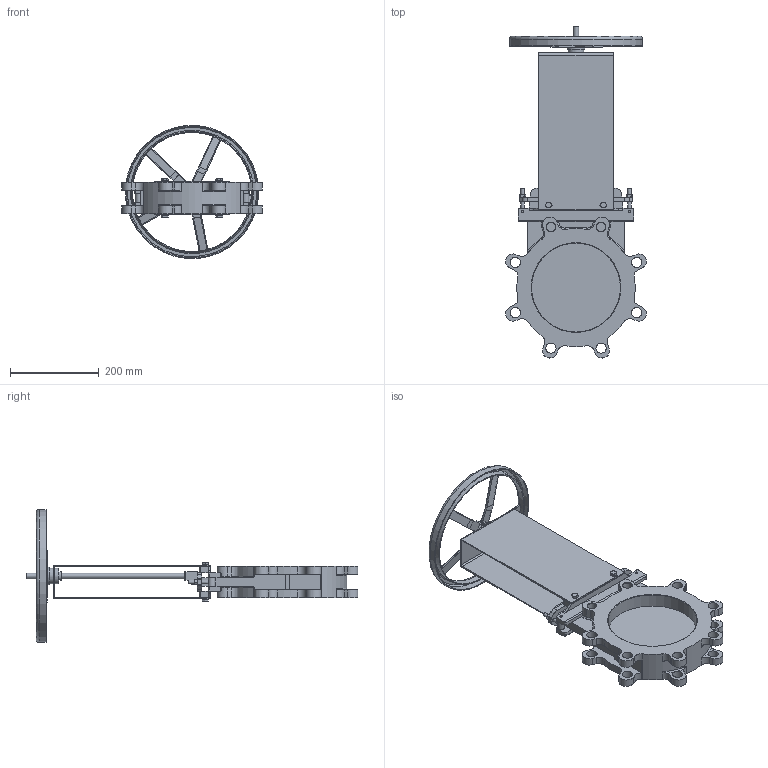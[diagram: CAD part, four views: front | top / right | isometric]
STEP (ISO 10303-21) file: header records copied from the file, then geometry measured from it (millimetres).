
FILE_DESCRIPTION(/* description */ (''),/* implementation_level */ '2;1');
FILE_NAME(/* name */ 'DN200_3D_STEP.stp',/* time_stamp */ '2025-02-07T08:30:34+03:00',/* author */ ('igorr'),/* organization */ (''),/* preprocessor_version */ 'ST-DEVELOPER v20',/* originating_system */ 'Autodesk Inventor 2025',/* authorisation */ '');
FILE_SCHEMA (('AUTOMOTIVE_DESIGN { 1 0 10303 214 3 1 1 }'));
Length unit declared in the file: millimetre
Products named in the file (7): Сборка; Деталь; Деталь1; AS 1110 - M4 x 8; AS 1110 - M8 x 12; AS 1112 - M8  Тип 8; AS 1252 - M12
Assembly tree (11 placements, depth 2):
  Сборка
    Деталь
    Деталь1
    AS 1110 - M4 x 8  x2
    AS 1110 - M8 x 12  x4
    AS 1112 - M8  Тип 8  x2
    AS 1252 - M12
Bounding box: 316.65 x 746.33 x 298.97 mm (x, y, z)
Volume: 3381099.7 mm3; surface area: 813052.3 mm2
Topology: 11 solids, 11 shells, 823 faces, 2085 edges, 1306 vertices
Faces by surface type: plane 388, cylinder 230, cone 93, bspline 58, torus 54
Full cylindrical faces by diameter (mm): 4 x2, 6 x4, 6.647 x2, 7 x4, 8 x8, 9 x4, 10.106 x1, 12 x2, 13 x4, 16 x2, 20 x6, 21 x1, 23 x12, 25 x1, 35 x2, 36 x1, 40 x1, 200 x2, 267.828 x1, 271.828 x1, 296 x1, 300 x1
Entity records: 23907 total; most frequent: CARTESIAN_POINT 5774, ORIENTED_EDGE 3662, DIRECTION 3587, EDGE_CURVE 1831, AXIS2_PLACEMENT_3D 1332, VERTEX_POINT 1157, LINE 923, VECTOR 923
